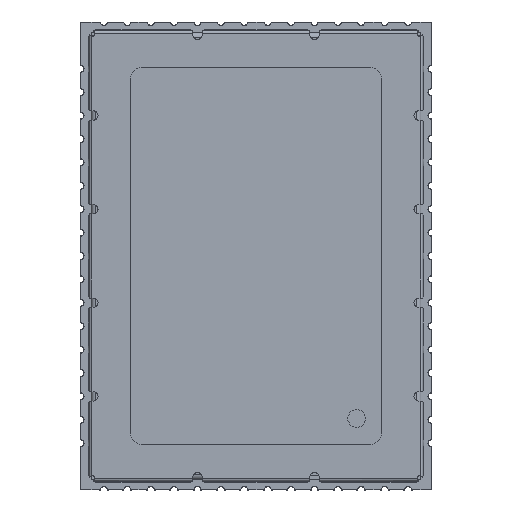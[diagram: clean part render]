
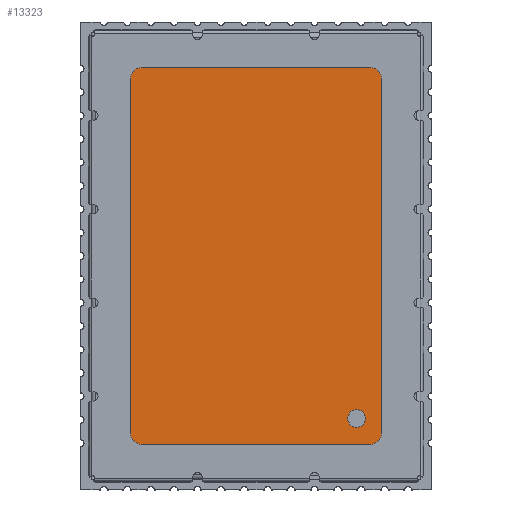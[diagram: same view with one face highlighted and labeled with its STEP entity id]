
A CAD part, top view. The second image highlights one B-rep face of the part: STEP entity #13323.
In plain terms, the highlighted planar face has unit normal (0, 0, 1).
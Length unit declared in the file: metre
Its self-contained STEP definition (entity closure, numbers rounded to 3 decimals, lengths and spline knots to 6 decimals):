
#13323=ADVANCED_FACE('',(#20563,#20564),#20565,.T.);
#20563=FACE_BOUND('',#28929,.T.);
#20564=FACE_OUTER_BOUND('',#28930,.T.);
#20565=PLANE('',#28931);
#28929=EDGE_LOOP('',(#38060));
#28930=EDGE_LOOP('',(#38061,#38062,#38063,#38064,#38065,#38066,#38067,#38068));
#28931=AXIS2_PLACEMENT_3D('',#38069,#38070,#38071);
#38060=ORIENTED_EDGE('',*,*,#43803,.F.);
#38061=ORIENTED_EDGE('',*,*,#42705,.T.);
#38062=ORIENTED_EDGE('',*,*,#43206,.T.);
#38063=ORIENTED_EDGE('',*,*,#43804,.T.);
#38064=ORIENTED_EDGE('',*,*,#43599,.T.);
#38065=ORIENTED_EDGE('',*,*,#43664,.T.);
#38066=ORIENTED_EDGE('',*,*,#43805,.T.);
#38067=ORIENTED_EDGE('',*,*,#43806,.T.);
#38068=ORIENTED_EDGE('',*,*,#42689,.T.);
#38069=CARTESIAN_POINT('',(-0.003571,-0.005,0.0001));
#38070=DIRECTION('',(0.,0.,1.));
#38071=DIRECTION('',(1.,0.,0.));
#42689=EDGE_CURVE('',#46740,#46741,#46742,.T.);
#42705=EDGE_CURVE('',#46741,#46768,#46769,.T.);
#43206=EDGE_CURVE('',#46768,#47628,#47629,.T.);
#43599=EDGE_CURVE('',#48251,#48252,#48253,.T.);
#43664=EDGE_CURVE('',#48252,#48361,#48363,.T.);
#43803=EDGE_CURVE('',#48582,#48582,#48583,.T.);
#43804=EDGE_CURVE('',#47628,#48251,#48584,.T.);
#43805=EDGE_CURVE('',#48361,#48585,#48586,.T.);
#43806=EDGE_CURVE('',#48585,#46740,#48587,.T.);
#46740=VERTEX_POINT('',#53753);
#46741=VERTEX_POINT('',#53754);
#46742=CIRCLE('',#53755,0.0009);
#46768=VERTEX_POINT('',#53791);
#46769=LINE('',#53792,#53793);
#47628=VERTEX_POINT('',#55578);
#47629=CIRCLE('',#55579,0.0009);
#48251=VERTEX_POINT('',#57039);
#48252=VERTEX_POINT('',#57040);
#48253=CIRCLE('',#57041,0.0009);
#48361=VERTEX_POINT('',#57282);
#48363=LINE('',#57285,#57286);
#48582=VERTEX_POINT('',#57796);
#48583=CIRCLE('',#57797,0.00075);
#48584=LINE('',#57798,#57799);
#48585=VERTEX_POINT('',#57800);
#48586=CIRCLE('',#57801,0.0009);
#48587=LINE('',#57802,#57803);
#53753=CARTESIAN_POINT('',(-0.002671,0.0272,0.0001));
#53754=CARTESIAN_POINT('',(-0.003571,0.0263,0.0001));
#53755=AXIS2_PLACEMENT_3D('',#62458,#62459,#62460);
#53791=CARTESIAN_POINT('',(-0.003571,-0.0041,0.0001));
#53792=CARTESIAN_POINT('',(-0.003571,0.0272,0.0001));
#53793=VECTOR('',#62474,1.);
#55578=CARTESIAN_POINT('',(-0.002671,-0.005,0.0001));
#55579=AXIS2_PLACEMENT_3D('',#62938,#62939,#62940);
#57039=CARTESIAN_POINT('',(0.016929,-0.005,0.0001));
#57040=CARTESIAN_POINT('',(0.017829,-0.0041,0.0001));
#57041=AXIS2_PLACEMENT_3D('',#63192,#63193,#63194);
#57282=CARTESIAN_POINT('',(0.017829,0.0263,0.0001));
#57285=CARTESIAN_POINT('',(0.017829,-0.005,0.0001));
#57286=VECTOR('',#63253,1.);
#57796=CARTESIAN_POINT('',(0.016479,-0.0028,0.0001));
#57797=AXIS2_PLACEMENT_3D('',#63357,#63358,#63359);
#57798=CARTESIAN_POINT('',(-0.003571,-0.005,0.0001));
#57799=VECTOR('',#63360,1.);
#57800=CARTESIAN_POINT('',(0.016929,0.0272,0.0001));
#57801=AXIS2_PLACEMENT_3D('',#63361,#63362,#63363);
#57802=CARTESIAN_POINT('',(0.017829,0.0272,0.0001));
#57803=VECTOR('',#63364,1.);
#62458=CARTESIAN_POINT('',(-0.002671,0.0263,0.0001));
#62459=DIRECTION('',(0.,0.,1.));
#62460=DIRECTION('',(1.,0.,0.));
#62474=DIRECTION('',(0.,-1.,0.));
#62938=CARTESIAN_POINT('',(-0.002671,-0.0041,0.0001));
#62939=DIRECTION('',(0.,0.,1.));
#62940=DIRECTION('',(1.,0.,0.));
#63192=CARTESIAN_POINT('',(0.016929,-0.0041,0.0001));
#63193=DIRECTION('',(0.,0.,1.));
#63194=DIRECTION('',(1.,0.,0.));
#63253=DIRECTION('',(0.,1.,0.));
#63357=CARTESIAN_POINT('',(0.015729,-0.0028,0.0001));
#63358=DIRECTION('',(0.,0.,1.));
#63359=DIRECTION('',(1.,0.,0.));
#63360=DIRECTION('',(1.,0.,0.));
#63361=CARTESIAN_POINT('',(0.016929,0.0263,0.0001));
#63362=DIRECTION('',(0.,0.,1.));
#63363=DIRECTION('',(1.,0.,0.));
#63364=DIRECTION('',(-1.,0.,0.));
